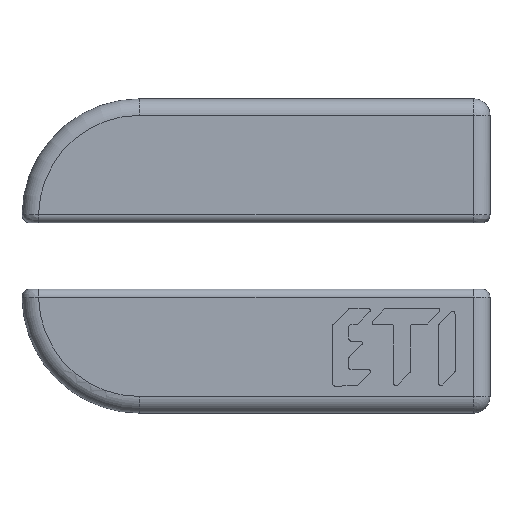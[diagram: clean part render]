
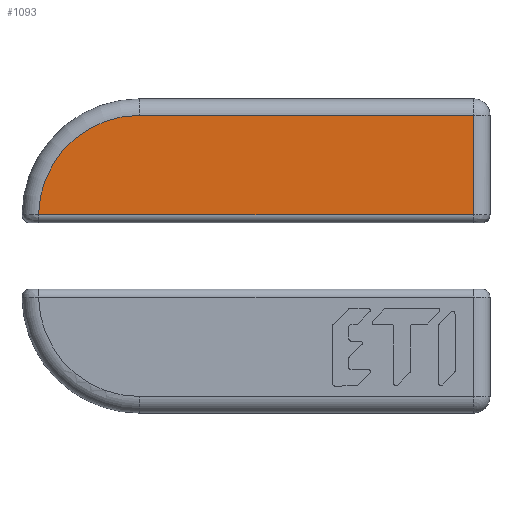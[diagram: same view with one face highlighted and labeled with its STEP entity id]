
A CAD part, top view. The second image highlights one B-rep face of the part: STEP entity #1093.
In plain terms, the highlighted planar face has unit normal (0, 0, 1).
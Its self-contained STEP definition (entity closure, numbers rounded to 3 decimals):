
#366=DIRECTION('',(1.,0.,0.));
#367=VECTOR('',#366,20.2);
#368=CARTESIAN_POINT('',(7.1,18.,4.));
#369=LINE('',#368,#367);
#428=DIRECTION('',(0.,-1.,0.));
#429=VECTOR('',#428,6.);
#430=CARTESIAN_POINT('',(27.3,18.,4.));
#431=LINE('',#430,#429);
#482=DIRECTION('',(-1.,0.,0.));
#483=VECTOR('',#482,26.299);
#484=CARTESIAN_POINT('',(27.3,12.,4.));
#485=LINE('',#484,#483);
#496=CARTESIAN_POINT('',(7.1,11.9,4.));
#497=DIRECTION('',(0.,0.,1.));
#498=DIRECTION('',(0.,1.,0.));
#499=AXIS2_PLACEMENT_3D('',#496,#497,#498);
#531=CARTESIAN_POINT('',(1.001,12.,4.));
#642=VERTEX_POINT('',#531);
#643=CARTESIAN_POINT('',(7.1,18.,4.));
#644=VERTEX_POINT('',#643);
#663=CARTESIAN_POINT('',(27.3,12.,4.));
#664=VERTEX_POINT('',#663);
#669=CARTESIAN_POINT('',(27.3,18.,4.));
#670=VERTEX_POINT('',#669);
#1081=CARTESIAN_POINT('',(14.15,15.25,4.));
#1082=DIRECTION('',(0.,0.,-1.));
#1083=DIRECTION('',(1.,0.,0.));
#1084=AXIS2_PLACEMENT_3D('',#1081,#1082,#1083);
#1085=PLANE('',#1084);
#1086=ORIENTED_EDGE('',*,*,#953,.T.);
#1087=ORIENTED_EDGE('',*,*,#1004,.T.);
#1088=ORIENTED_EDGE('',*,*,#1062,.T.);
#1090=ORIENTED_EDGE('',*,*,#1089,.F.);
#1091=EDGE_LOOP('',(#1086,#1087,#1088,#1090));
#1092=FACE_OUTER_BOUND('',#1091,.F.);
#500=CIRCLE('',#499,6.1);
#953=EDGE_CURVE('',#644,#670,#369,.T.);
#1004=EDGE_CURVE('',#670,#664,#431,.T.);
#1062=EDGE_CURVE('',#664,#642,#485,.T.);
#1089=EDGE_CURVE('',#644,#642,#500,.T.);
#1093=ADVANCED_FACE('',(#1092),#1085,.F.);
